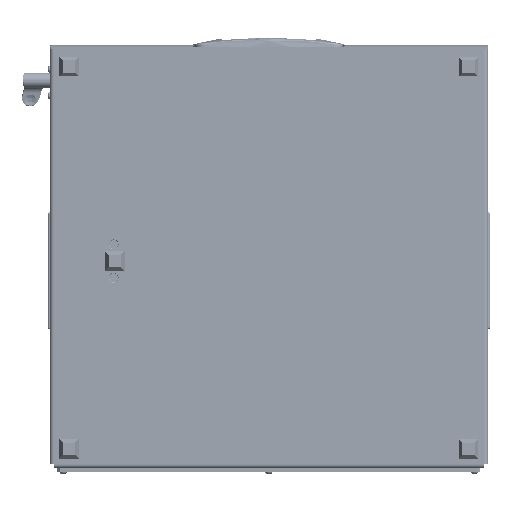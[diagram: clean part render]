
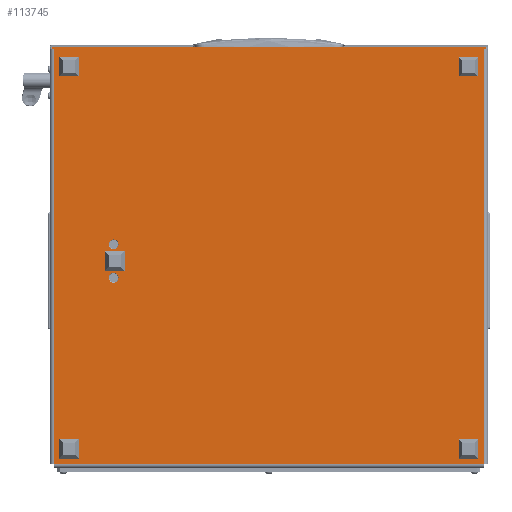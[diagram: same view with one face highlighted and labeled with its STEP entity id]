
A CAD part, front view. The second image highlights one B-rep face of the part: STEP entity #113745.
In plain terms, the highlighted face is planar.
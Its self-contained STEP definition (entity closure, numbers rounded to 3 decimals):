
#2134 = VECTOR ( 'NONE', #26151, 1000. ) ;
#3037 = CIRCLE ( 'NONE', #65594, 5.2 ) ;
#3059 = CARTESIAN_POINT ( 'NONE',  ( 0., 452., 0. ) ) ;
#4675 = DIRECTION ( 'NONE',  ( 1., 0., 0. ) ) ;
#5500 = CARTESIAN_POINT ( 'NONE',  ( 0., 0., 0. ) ) ;
#6265 = CARTESIAN_POINT ( 'NONE',  ( -2., -2., 0. ) ) ;
#6381 = CARTESIAN_POINT ( 'NONE',  ( 199.8, 389., 0. ) ) ;
#8972 = VECTOR ( 'NONE', #4675, 1000. ) ;
#9244 = DIRECTION ( 'NONE',  ( 0., -1., 0. ) ) ;
#11175 = LINE ( 'NONE', #25333, #86915 ) ;
#13147 = ORIENTED_EDGE ( 'NONE', *, *, #26153, .F. ) ;
#14070 = CARTESIAN_POINT ( 'NONE',  ( -2., -4., 0. ) ) ;
#14956 = EDGE_CURVE ( 'NONE', #20977, #30425, #64175, .T. ) ;
#15670 = DIRECTION ( 'NONE',  ( 0., 1., 0. ) ) ;
#15753 = EDGE_LOOP ( 'NONE', ( #70801, #102736, #93297, #79726, #54166, #32448, #98610, #123580 ) ) ;
#17826 = CARTESIAN_POINT ( 'NONE',  ( 245.2, 389., 0. ) ) ;
#18222 = CARTESIAN_POINT ( 'NONE',  ( 234.8, 389., 0. ) ) ;
#18973 = VECTOR ( 'NONE', #43737, 1000. ) ;
#19490 = CARTESIAN_POINT ( 'NONE',  ( 0., 452., 0. ) ) ;
#20977 = VERTEX_POINT ( 'NONE', #53595 ) ;
#24406 = DIRECTION ( 'NONE',  ( 0., 0., -1. ) ) ;
#25333 = CARTESIAN_POINT ( 'NONE',  ( 0., -2., 0. ) ) ;
#26056 = AXIS2_PLACEMENT_3D ( 'NONE', #117890, #32708, #90472 ) ;
#26067 = DIRECTION ( 'NONE',  ( -1., 0., 0. ) ) ;
#26151 = DIRECTION ( 'NONE',  ( 1., 0., 0. ) ) ;
#26153 = EDGE_CURVE ( 'NONE', #104771, #83918, #28350, .T. ) ;
#26197 = EDGE_LOOP ( 'NONE', ( #13147, #99539 ) ) ;
#28350 = CIRCLE ( 'NONE', #35571, 5.2 ) ;
#30425 = VERTEX_POINT ( 'NONE', #53280 ) ;
#30621 = VERTEX_POINT ( 'NONE', #97079 ) ;
#31757 = DIRECTION ( 'NONE',  ( 0., 0., -1. ) ) ;
#32448 = ORIENTED_EDGE ( 'NONE', *, *, #91631, .F. ) ;
#32708 = DIRECTION ( 'NONE',  ( 0., 0., -1. ) ) ;
#32886 = DIRECTION ( 'NONE',  ( 0., 1., 0. ) ) ;
#32988 = VECTOR ( 'NONE', #9244, 1000. ) ;
#33377 = CIRCLE ( 'NONE', #26056, 5.2 ) ;
#33990 = VECTOR ( 'NONE', #87066, 1000. ) ;
#34146 = CARTESIAN_POINT ( 'NONE',  ( 240., 389., 0. ) ) ;
#34341 = EDGE_CURVE ( 'NONE', #30621, #94193, #11175, .T. ) ;
#34629 = VERTEX_POINT ( 'NONE', #3059 ) ;
#35571 = AXIS2_PLACEMENT_3D ( 'NONE', #34146, #24406, #26067 ) ;
#38263 = FACE_OUTER_BOUND ( 'NONE', #15753, .T. ) ;
#40749 = EDGE_CURVE ( 'NONE', #95919, #77990, #123367, .T. ) ;
#41311 = FACE_BOUND ( 'NONE', #113807, .T. ) ;
#41977 = AXIS2_PLACEMENT_3D ( 'NONE', #98464, #31757, #70239 ) ;
#43737 = DIRECTION ( 'NONE',  ( 0., 1., 0. ) ) ;
#44736 = DIRECTION ( 'NONE',  ( -1., 0., 0. ) ) ;
#46401 = CARTESIAN_POINT ( 'NONE',  ( 0., 454., 0. ) ) ;
#46942 = CARTESIAN_POINT ( 'NONE',  ( 436., 452., 0. ) ) ;
#47641 = CARTESIAN_POINT ( 'NONE',  ( 240., 389., 0. ) ) ;
#49282 = EDGE_CURVE ( 'NONE', #94193, #20977, #103733, .T. ) ;
#52598 = EDGE_CURVE ( 'NONE', #34629, #30425, #107382, .T. ) ;
#53087 = EDGE_CURVE ( 'NONE', #118716, #108638, #3037, .T. ) ;
#53280 = CARTESIAN_POINT ( 'NONE',  ( 0., 454., 0. ) ) ;
#53595 = CARTESIAN_POINT ( 'NONE',  ( -2., 454., 0. ) ) ;
#53972 = AXIS2_PLACEMENT_3D ( 'NONE', #47641, #116036, #77635 ) ;
#54166 = ORIENTED_EDGE ( 'NONE', *, *, #52598, .F. ) ;
#55732 = DIRECTION ( 'NONE',  ( 0., 0., -1. ) ) ;
#56349 = CARTESIAN_POINT ( 'NONE',  ( 0., 0., 0. ) ) ;
#60998 = CARTESIAN_POINT ( 'NONE',  ( 436., 0., 0. ) ) ;
#64036 = FACE_BOUND ( 'NONE', #26197, .T. ) ;
#64175 = LINE ( 'NONE', #46401, #2134 ) ;
#64918 = EDGE_CURVE ( 'NONE', #108638, #118716, #33377, .T. ) ;
#65079 = EDGE_CURVE ( 'NONE', #98793, #77990, #102732, .T. ) ;
#65594 = AXIS2_PLACEMENT_3D ( 'NONE', #122388, #55732, #73905 ) ;
#66881 = CARTESIAN_POINT ( 'NONE',  ( 210.2, 389., 0. ) ) ;
#70239 = DIRECTION ( 'NONE',  ( -1., 0., 0. ) ) ;
#70801 = ORIENTED_EDGE ( 'NONE', *, *, #121208, .F. ) ;
#73639 = CARTESIAN_POINT ( 'NONE',  ( 0., -4., 0. ) ) ;
#73905 = DIRECTION ( 'NONE',  ( -1., 0., 0. ) ) ;
#75185 = ORIENTED_EDGE ( 'NONE', *, *, #64918, .F. ) ;
#77635 = DIRECTION ( 'NONE',  ( -1., 0., 0. ) ) ;
#77990 = VERTEX_POINT ( 'NONE', #60998 ) ;
#78210 = PLANE ( 'NONE',  #41977 ) ;
#79016 = ORIENTED_EDGE ( 'NONE', *, *, #53087, .F. ) ;
#79265 = LINE ( 'NONE', #79716, #88296 ) ;
#79716 = CARTESIAN_POINT ( 'NONE',  ( 0., -4., 0. ) ) ;
#79726 = ORIENTED_EDGE ( 'NONE', *, *, #14956, .T. ) ;
#83918 = VERTEX_POINT ( 'NONE', #17826 ) ;
#86915 = VECTOR ( 'NONE', #44736, 1000. ) ;
#87066 = DIRECTION ( 'NONE',  ( -1., 0., 0. ) ) ;
#88296 = VECTOR ( 'NONE', #32886, 1000. ) ;
#90472 = DIRECTION ( 'NONE',  ( -1., 0., 0. ) ) ;
#91631 = EDGE_CURVE ( 'NONE', #95919, #34629, #95864, .T. ) ;
#93297 = ORIENTED_EDGE ( 'NONE', *, *, #49282, .T. ) ;
#94193 = VERTEX_POINT ( 'NONE', #6265 ) ;
#95864 = LINE ( 'NONE', #19490, #33990 ) ;
#95919 = VERTEX_POINT ( 'NONE', #121324 ) ;
#97079 = CARTESIAN_POINT ( 'NONE',  ( 0., -2., 0. ) ) ;
#98464 = CARTESIAN_POINT ( 'NONE',  ( 0., 452., 0. ) ) ;
#98610 = ORIENTED_EDGE ( 'NONE', *, *, #40749, .T. ) ;
#98793 = VERTEX_POINT ( 'NONE', #56349 ) ;
#99539 = ORIENTED_EDGE ( 'NONE', *, *, #105087, .F. ) ;
#102732 = LINE ( 'NONE', #5500, #8972 ) ;
#102736 = ORIENTED_EDGE ( 'NONE', *, *, #34341, .T. ) ;
#103733 = LINE ( 'NONE', #14070, #18973 ) ;
#104771 = VERTEX_POINT ( 'NONE', #18222 ) ;
#105087 = EDGE_CURVE ( 'NONE', #83918, #104771, #115324, .T. ) ;
#107382 = LINE ( 'NONE', #73639, #117892 ) ;
#108638 = VERTEX_POINT ( 'NONE', #66881 ) ;
#113745 = ADVANCED_FACE ( 'NONE', ( #41311, #64036, #38263 ), #78210, .T. ) ;
#113807 = EDGE_LOOP ( 'NONE', ( #79016, #75185 ) ) ;
#115324 = CIRCLE ( 'NONE', #53972, 5.2 ) ;
#116036 = DIRECTION ( 'NONE',  ( 0., 0., -1. ) ) ;
#117890 = CARTESIAN_POINT ( 'NONE',  ( 205., 389., 0. ) ) ;
#117892 = VECTOR ( 'NONE', #15670, 1000. ) ;
#118716 = VERTEX_POINT ( 'NONE', #6381 ) ;
#121208 = EDGE_CURVE ( 'NONE', #30621, #98793, #79265, .T. ) ;
#121324 = CARTESIAN_POINT ( 'NONE',  ( 436., 452., 0. ) ) ;
#122388 = CARTESIAN_POINT ( 'NONE',  ( 205., 389., 0. ) ) ;
#123367 = LINE ( 'NONE', #46942, #32988 ) ;
#123580 = ORIENTED_EDGE ( 'NONE', *, *, #65079, .F. ) ;
